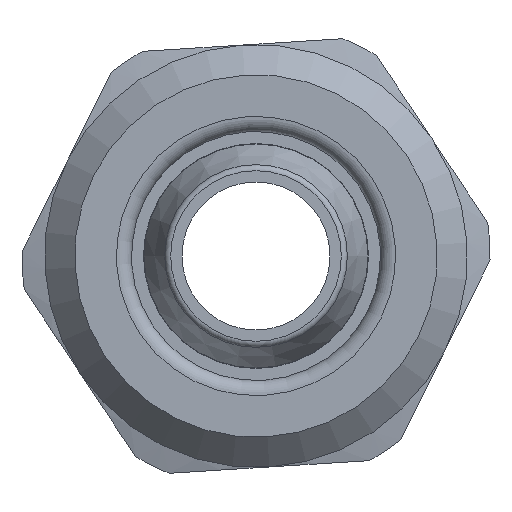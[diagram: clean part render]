
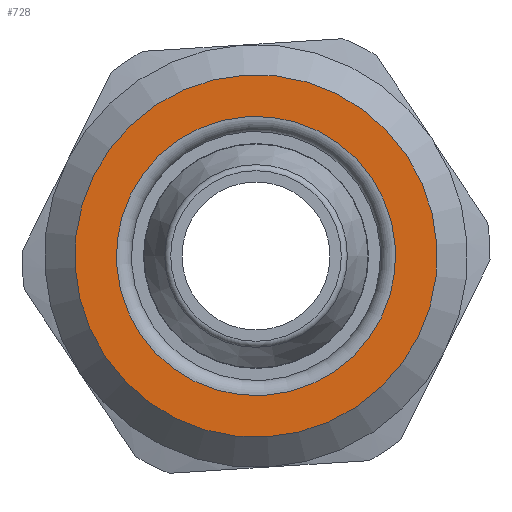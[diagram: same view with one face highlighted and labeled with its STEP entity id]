
A CAD part, left-side view. The second image highlights one B-rep face of the part: STEP entity #728.
In plain terms, the highlighted planar face has unit normal (-1, 0, 0).
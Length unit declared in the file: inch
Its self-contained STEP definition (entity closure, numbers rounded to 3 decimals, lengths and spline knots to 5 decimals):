
#697=CARTESIAN_POINT('',(0.0,4.625,0.));
#698=VERTEX_POINT('',#697);
#699=CARTESIAN_POINT('',(0.0,0.0,0.0));
#700=DIRECTION('',(-1.0,0.0,0.0));
#701=DIRECTION('',(0.0,-1.0,0.0));
#702=AXIS2_PLACEMENT_3D('',#699,#700,#701);
#703=CIRCLE('',#702,4.625);
#704=EDGE_CURVE('',#698,#698,#703,.T.);
#709=CARTESIAN_POINT('',(0.0,5.5625,0.0));
#710=DIRECTION('',(-1.0,0.0,0.0));
#711=DIRECTION('',(0.0,0.0,1.0));
#712=AXIS2_PLACEMENT_3D('',#709,#710,#711);
#713=PLANE('',#712);
#714=CARTESIAN_POINT('',(0.0,6.,0.));
#715=VERTEX_POINT('',#714);
#716=CARTESIAN_POINT('',(0.0,0.0,0.0));
#717=DIRECTION('',(1.0,0.0,0.0));
#718=DIRECTION('',(0.0,-1.0,0.0));
#719=AXIS2_PLACEMENT_3D('',#716,#717,#718);
#720=CIRCLE('',#719,6.);
#721=EDGE_CURVE('',#715,#715,#720,.T.);
#722=ORIENTED_EDGE('',*,*,#721,.F.);
#723=EDGE_LOOP('',(#722));
#724=FACE_OUTER_BOUND('',#723,.T.);
#725=ORIENTED_EDGE('',*,*,#704,.F.);
#726=EDGE_LOOP('',(#725));
#727=FACE_BOUND('',#726,.T.);
#728=ADVANCED_FACE('',(#724,#727),#713,.T.);
